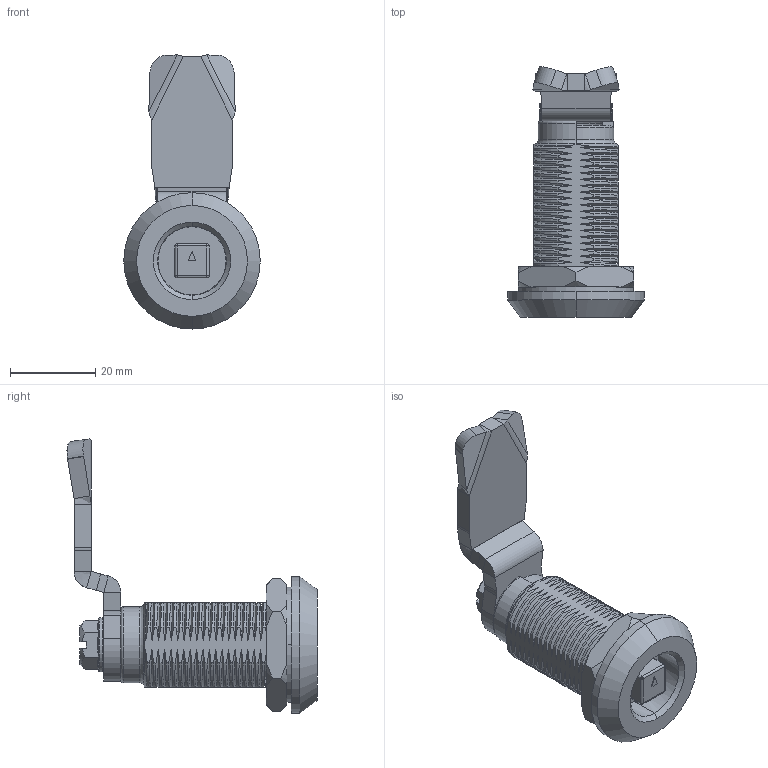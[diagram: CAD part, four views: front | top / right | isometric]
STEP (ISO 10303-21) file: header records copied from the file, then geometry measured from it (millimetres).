
FILE_DESCRIPTION (( 'STEP AP203' ), '1' );
FILE_NAME ('KY40.48.1.2.64.0.STEP', '2022-05-12T07:47:06', ( '' ), ( '' ), 'SwSTEP 2.0', 'SolidWorks 2021', '' );
FILE_SCHEMA (( 'CONFIG_CONTROL_DESIGN' ));
Length unit declared in the file: millimetre
Products named in the file (1): KY40.48.1.2.64.0
Bounding box: 32 x 58.65 x 64.31 mm (x, y, z)
Surface area: 11068 mm2 (no closed solid volume)
Topology: 0 solids, 29 shells, 429 faces, 1318 edges, 903 vertices
Faces by surface type: bspline 160, cylinder 114, plane 113, cone 31, torus 7, sphere 4
Entity records: 137873 total; most frequent: CARTESIAN_POINT 128363, ORIENTED_EDGE 2375, EDGE_CURVE 1314, DIRECTION 1276, VERTEX_POINT 903, VECTOR 492, LINE 492, B_SPLINE_CURVE_WITH_KNOTS 459
